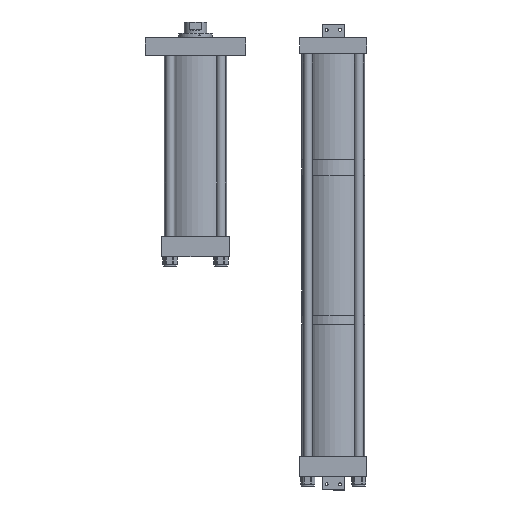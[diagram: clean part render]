
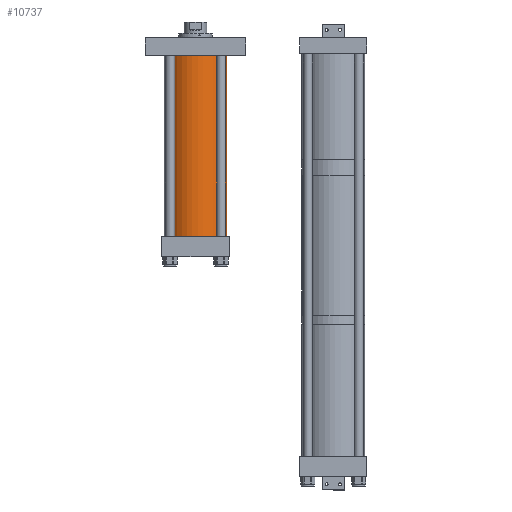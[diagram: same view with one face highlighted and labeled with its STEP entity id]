
A CAD part, front view. The second image highlights one B-rep face of the part: STEP entity #10737.
In plain terms, the highlighted cylindrical face has radius 88.9 mm (diameter 177.8 mm), a partial arc.
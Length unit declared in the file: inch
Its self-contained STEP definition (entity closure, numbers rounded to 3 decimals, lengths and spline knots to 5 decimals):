
#140 = CARTESIAN_POINT ( 'NONE',  ( 3.5, 0., 20.188 ) ) ;
#718 = EDGE_CURVE ( 'NONE', #12590, #8720, #4870, .T. ) ;
#978 = CARTESIAN_POINT ( 'NONE',  ( 0., 0., 20.188 ) ) ;
#1182 = CARTESIAN_POINT ( 'NONE',  ( -3.5, 0., 20.188 ) ) ;
#1663 = CARTESIAN_POINT ( 'NONE',  ( 3.5, 0., 0. ) ) ;
#1823 = DIRECTION ( 'NONE',  ( 0., 0., 1. ) ) ;
#2798 = AXIS2_PLACEMENT_3D ( 'NONE', #4413, #5810, #10889 ) ;
#3084 = LINE ( 'NONE', #140, #14455 ) ;
#3881 = EDGE_CURVE ( 'NONE', #12590, #10204, #7317, .T. ) ;
#4413 = CARTESIAN_POINT ( 'NONE',  ( 0., 0., 0. ) ) ;
#4712 = FACE_OUTER_BOUND ( 'NONE', #15519, .T. ) ;
#4870 = LINE ( 'NONE', #14730, #11400 ) ;
#5075 = EDGE_CURVE ( 'NONE', #8720, #15452, #16304, .T. ) ;
#5663 = EDGE_CURVE ( 'NONE', #10204, #15452, #3084, .T. ) ;
#5810 = DIRECTION ( 'NONE',  ( 0., 0., 1. ) ) ;
#5925 = ORIENTED_EDGE ( 'NONE', *, *, #5075, .T. ) ;
#6032 = DIRECTION ( 'NONE',  ( 0., 0., -1. ) ) ;
#6720 = DIRECTION ( 'NONE',  ( 1., 0., 0. ) ) ;
#7317 = CIRCLE ( 'NONE', #12639, 3.5 ) ;
#7914 = CARTESIAN_POINT ( 'NONE',  ( -3.5, 0., 0. ) ) ;
#8117 = CARTESIAN_POINT ( 'NONE',  ( 0., 0., 20.188 ) ) ;
#8720 = VERTEX_POINT ( 'NONE', #7914 ) ;
#9773 = DIRECTION ( 'NONE',  ( -1., 0., 0. ) ) ;
#10204 = VERTEX_POINT ( 'NONE', #12537 ) ;
#10428 = AXIS2_PLACEMENT_3D ( 'NONE', #978, #6032, #9773 ) ;
#10737 = ADVANCED_FACE ( 'NONE', ( #4712 ), #16325, .T. ) ;
#10889 = DIRECTION ( 'NONE',  ( 1., 0., 0. ) ) ;
#11400 = VECTOR ( 'NONE', #12097, 39.37008 ) ;
#12097 = DIRECTION ( 'NONE',  ( 0., 0., -1. ) ) ;
#12537 = CARTESIAN_POINT ( 'NONE',  ( 3.5, 0., 20.188 ) ) ;
#12590 = VERTEX_POINT ( 'NONE', #1182 ) ;
#12639 = AXIS2_PLACEMENT_3D ( 'NONE', #8117, #1823, #6720 ) ;
#12754 = DIRECTION ( 'NONE',  ( 0., 0., -1. ) ) ;
#14455 = VECTOR ( 'NONE', #12754, 39.37008 ) ;
#14730 = CARTESIAN_POINT ( 'NONE',  ( -3.5, 0., 20.188 ) ) ;
#15280 = ORIENTED_EDGE ( 'NONE', *, *, #3881, .F. ) ;
#15414 = ORIENTED_EDGE ( 'NONE', *, *, #718, .T. ) ;
#15452 = VERTEX_POINT ( 'NONE', #1663 ) ;
#15519 = EDGE_LOOP ( 'NONE', ( #16355, #15280, #15414, #5925 ) ) ;
#16304 = CIRCLE ( 'NONE', #2798, 3.5 ) ;
#16325 = CYLINDRICAL_SURFACE ( 'NONE', #10428, 3.5 ) ;
#16355 = ORIENTED_EDGE ( 'NONE', *, *, #5663, .F. ) ;
